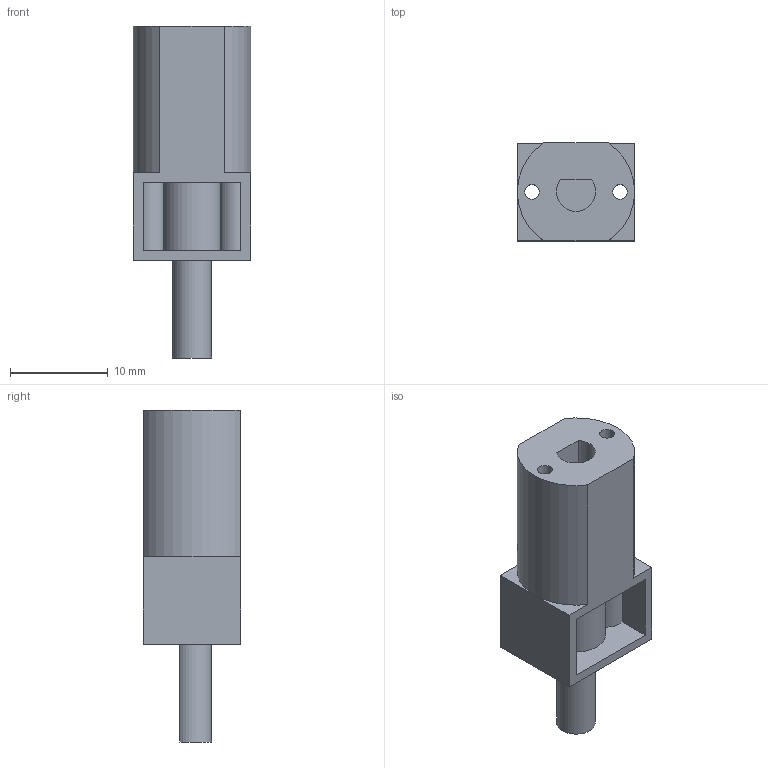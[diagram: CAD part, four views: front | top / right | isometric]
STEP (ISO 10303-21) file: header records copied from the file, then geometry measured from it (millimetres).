
FILE_DESCRIPTION(/* description */ (''),/* implementation_level */ '2;1');
FILE_NAME(/* name */ '1218-N20 Worm Gear Motor v6.step',/* time_stamp */ '2024-02-12T16:49:07+01:00',/* author */ (''),/* organization */ (''),/* preprocessor_version */ 'ST-DEVELOPER v20',/* originating_system */ 'Autodesk Translation Framework v12.20.1.177',/* authorisation */ '');
FILE_SCHEMA (('AUTOMOTIVE_DESIGN { 1 0 10303 214 3 1 1 }'));
Length unit declared in the file: millimetre
Products named in the file (1): 1218-N20 Worm Gear Motor
Bounding box: 12 x 10 x 34 mm (x, y, z)
Volume: 2045.2 mm3; surface area: 2180.6 mm2
Topology: 2 solids, 3 shells, 37 faces, 88 edges, 58 vertices
Faces by surface type: plane 24, cylinder 13
Full cylindrical faces by diameter (mm): 1.5 x2
Entity records: 1116 total; most frequent: DIRECTION 192, CARTESIAN_POINT 184, ORIENTED_EDGE 176, EDGE_CURVE 88, AXIS2_PLACEMENT_3D 66, LINE 60, VECTOR 60, VERTEX_POINT 58
